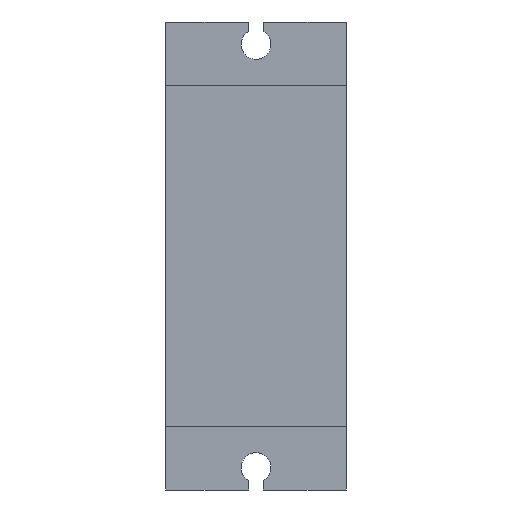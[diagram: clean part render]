
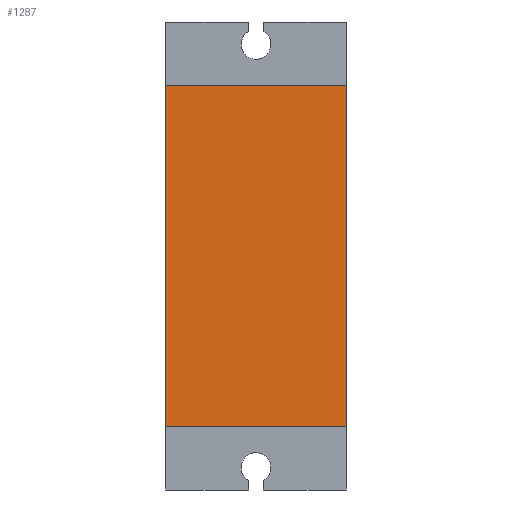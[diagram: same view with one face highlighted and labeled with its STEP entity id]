
A CAD part, front view. The second image highlights one B-rep face of the part: STEP entity #1287.
In plain terms, the highlighted free-form (B-spline) face has degree [1, 1] with [2, 2] control points.
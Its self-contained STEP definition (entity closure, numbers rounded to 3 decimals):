
#1287 = ADVANCED_FACE('',(#1288),#1318,.F.);
#1288 = FACE_BOUND('',#1289,.T.);
#1289 = EDGE_LOOP('',(#1290,#1299,#1306,#1313));
#1290 = ORIENTED_EDGE('',*,*,#1291,.F.);
#1291 = EDGE_CURVE('',#1292,#1294,#1296,.T.);
#1292 = VERTEX_POINT('',#1293);
#1293 = CARTESIAN_POINT('',(9.04,1.537,2.723
    ));
#1294 = VERTEX_POINT('',#1295);
#1295 = CARTESIAN_POINT('',(9.04,1.537,
    36.483));
#1296 = B_SPLINE_CURVE_WITH_KNOTS('',1,(#1297,#1298),.UNSPECIFIED.,.F.,
  .F.,(2,2),(-22.8,0.),.PIECEWISE_BEZIER_KNOTS.);
#1297 = CARTESIAN_POINT('',(9.04,1.537,2.723
    ));
#1298 = CARTESIAN_POINT('',(9.04,1.537,
    36.483));
#1299 = ORIENTED_EDGE('',*,*,#1300,.F.);
#1300 = EDGE_CURVE('',#1301,#1292,#1303,.T.);
#1301 = VERTEX_POINT('',#1302);
#1302 = CARTESIAN_POINT('',(26.956,1.537,
    2.723));
#1303 = B_SPLINE_CURVE_WITH_KNOTS('',1,(#1304,#1305),.UNSPECIFIED.,.F.,
  .F.,(2,2),(0.,12.1),.PIECEWISE_BEZIER_KNOTS.);
#1304 = CARTESIAN_POINT('',(26.956,1.537,
    2.723));
#1305 = CARTESIAN_POINT('',(9.04,1.537,2.723
    ));
#1306 = ORIENTED_EDGE('',*,*,#1307,.F.);
#1307 = EDGE_CURVE('',#1308,#1301,#1310,.T.);
#1308 = VERTEX_POINT('',#1309);
#1309 = CARTESIAN_POINT('',(26.956,1.537,
    36.483));
#1310 = B_SPLINE_CURVE_WITH_KNOTS('',1,(#1311,#1312),.UNSPECIFIED.,.F.,
  .F.,(2,2),(0.,22.8),.PIECEWISE_BEZIER_KNOTS.);
#1311 = CARTESIAN_POINT('',(26.956,1.537,
    36.483));
#1312 = CARTESIAN_POINT('',(26.956,1.537,
    2.723));
#1313 = ORIENTED_EDGE('',*,*,#1314,.F.);
#1314 = EDGE_CURVE('',#1294,#1308,#1315,.T.);
#1315 = B_SPLINE_CURVE_WITH_KNOTS('',1,(#1316,#1317),.UNSPECIFIED.,.F.,
  .F.,(2,2),(-12.1,0.),.PIECEWISE_BEZIER_KNOTS.);
#1316 = CARTESIAN_POINT('',(9.04,1.537,
    36.483));
#1317 = CARTESIAN_POINT('',(26.956,1.537,
    36.483));
#1318 = B_SPLINE_SURFACE_WITH_KNOTS('',1,1,(
    (#1319,#1320)
    ,(#1321,#1322
    )),.UNSPECIFIED.,.F.,.F.,.F.,(2,2),(2,2),(-11.4,11.4),(-6.05,6.05),
  .PIECEWISE_BEZIER_KNOTS.);
#1319 = CARTESIAN_POINT('',(9.04,1.537,2.723
    ));
#1320 = CARTESIAN_POINT('',(26.956,1.537,
    2.723));
#1321 = CARTESIAN_POINT('',(9.04,1.537,
    36.483));
#1322 = CARTESIAN_POINT('',(26.956,1.537,
    36.483));
